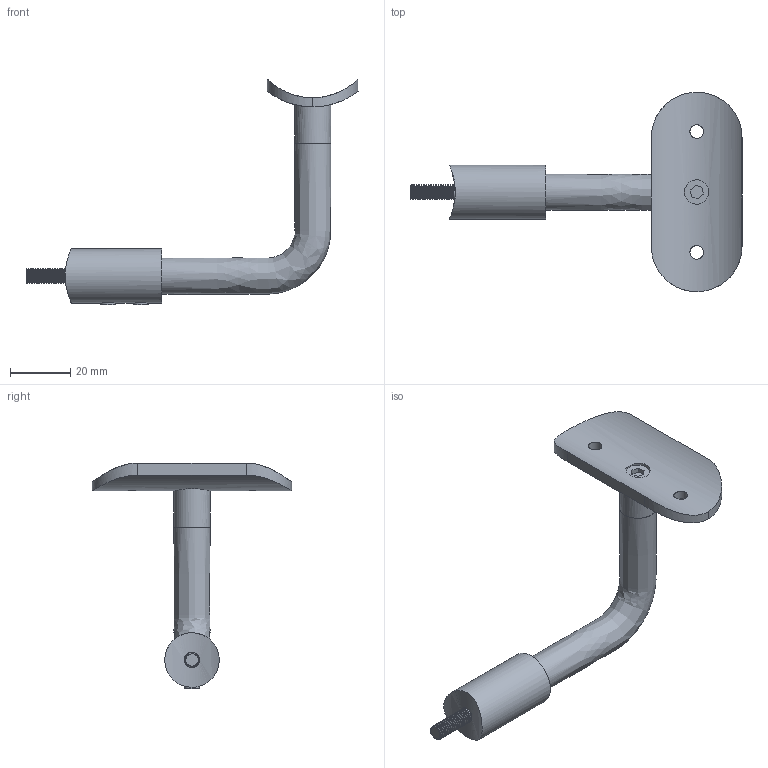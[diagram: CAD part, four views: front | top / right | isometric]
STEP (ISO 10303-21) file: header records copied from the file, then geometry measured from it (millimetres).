
FILE_DESCRIPTION(/* description */ (''),/* implementation_level */ '2;1');
FILE_NAME(/* name */ '1889_Cosch_Edelstahltechnik.stp',/* time_stamp */ '2019-01-10T22:04:57+01:00',/* author */ (''),/* organization */ (''),/* preprocessor_version */ 'ST-DEVELOPER v16',/* originating_system */ 'SIEMENS PLM Software NX 11.0',/* authorisation */ '');
FILE_SCHEMA (('AUTOMOTIVE_DESIGN { 1 0 10303 214 3 1 1 1 }'));
Length unit declared in the file: millimetre
Products named in the file (1): Goge168414734gyf
Bounding box: 109.92 x 66 x 74.82 mm (x, y, z)
Volume: 24896.3 mm3; surface area: 10968.7 mm2
Topology: 2 solids, 2 shells, 53 faces, 126 edges, 85 vertices
Faces by surface type: plane 33, cylinder 15, bspline 5
Full cylindrical faces by diameter (mm): 4.5 x2, 5 x2, 8.105 x1, 18 x1
Entity records: 8376 total; most frequent: CARTESIAN_POINT 7215, ORIENTED_EDGE 224, DIRECTION 190, EDGE_CURVE 112, VERTEX_POINT 80, EDGE_LOOP 74, LINE 68, VECTOR 68
